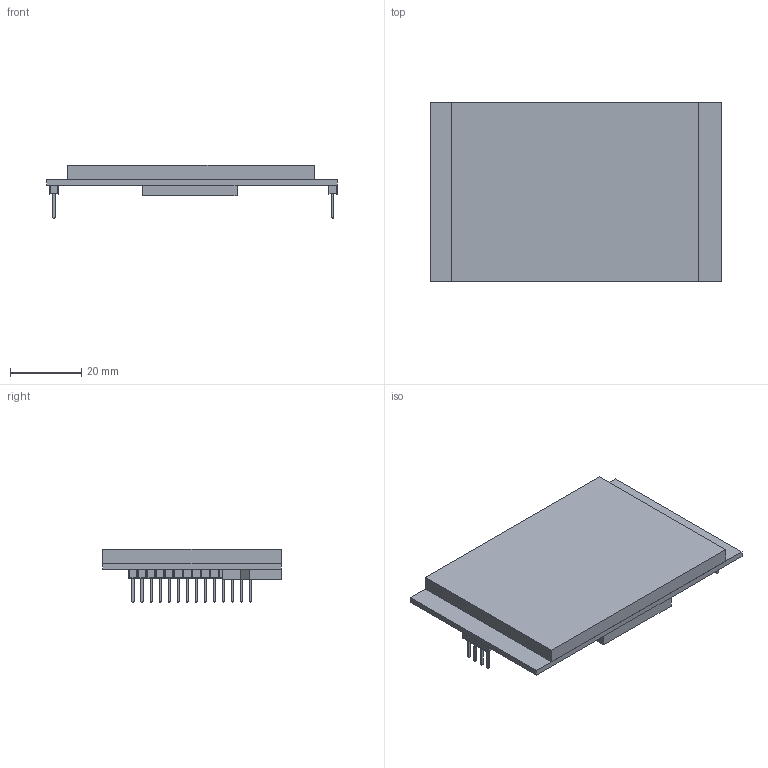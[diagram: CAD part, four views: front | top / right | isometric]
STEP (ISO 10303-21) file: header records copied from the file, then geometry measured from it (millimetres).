
FILE_DESCRIPTION(('FreeCAD Model'),'2;1');
FILE_NAME('Open CASCADE Shape Model','2025-11-13T19:37:26',('Author'),( ''),'Open CASCADE STEP processor 7.5','FreeCAD','Unknown');
FILE_SCHEMA(('AP242_MANAGED_MODEL_BASED_3D_ENGINEERING_MIM_LF. {1 0 10303 442 1 1 4 }'));
Length unit declared in the file: millimetre
Products named in the file (1): Fusion
Bounding box: 81.7 x 50.2 x 15 mm (x, y, z)
Volume: 22059.8 mm3; surface area: 10437.3 mm2
Topology: 1 solids, 1 shells, 382 faces, 971 edges, 612 vertices
Faces by surface type: plane 382
Entity records: 13821 total; most frequent: CARTESIAN_POINT 1966, ORIENTED_EDGE 1942, DIRECTION 1737, EDGE_CURVE 971, LINE 971, VECTOR 971, VERTEX_POINT 612, FACE_BOUND 403
